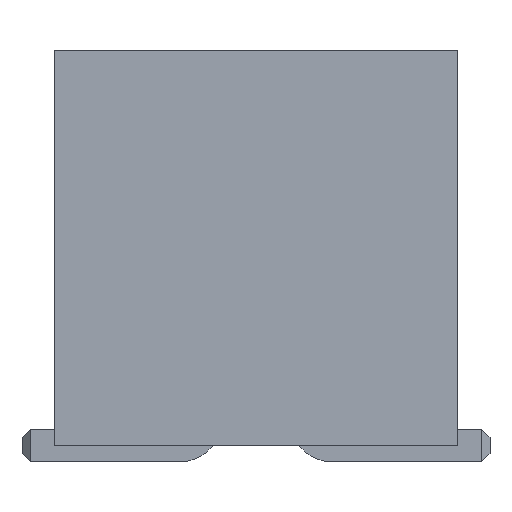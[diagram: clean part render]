
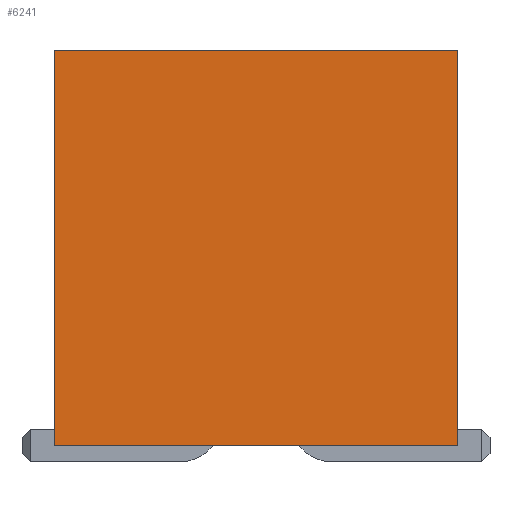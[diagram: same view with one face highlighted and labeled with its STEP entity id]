
A CAD part, front view. The second image highlights one B-rep face of the part: STEP entity #6241.
In plain terms, the highlighted planar face has unit normal (0, -1, 0).
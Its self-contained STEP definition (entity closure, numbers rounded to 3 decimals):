
#559=FACE_OUTER_BOUND('',#938,.T.);
#938=EDGE_LOOP('',(#5504,#5505,#5506,#5507));
#1681=LINE('',#10116,#2448);
#1702=LINE('',#10159,#2469);
#1703=LINE('',#10160,#2470);
#1704=LINE('',#10161,#2471);
#2448=VECTOR('',#8376,10.);
#2469=VECTOR('',#8415,10.);
#2470=VECTOR('',#8416,10.);
#2471=VECTOR('',#8417,10.);
#2970=VERTEX_POINT('',#10113);
#2971=VERTEX_POINT('',#10115);
#2983=VERTEX_POINT('',#10157);
#2984=VERTEX_POINT('',#10158);
#3805=EDGE_CURVE('',#2970,#2971,#1681,.T.);
#3826=EDGE_CURVE('',#2983,#2984,#1702,.T.);
#3827=EDGE_CURVE('',#2984,#2971,#1703,.T.);
#3828=EDGE_CURVE('',#2983,#2970,#1704,.T.);
#5504=ORIENTED_EDGE('',*,*,#3826,.T.);
#5505=ORIENTED_EDGE('',*,*,#3827,.T.);
#5506=ORIENTED_EDGE('',*,*,#3805,.F.);
#5507=ORIENTED_EDGE('',*,*,#3828,.F.);
#5862=PLANE('',#6735);
#6241=ADVANCED_FACE('',(#559),#5862,.T.);
#6735=AXIS2_PLACEMENT_3D('',#10156,#8413,#8414);
#8376=DIRECTION('',(1.,0.,0.));
#8413=DIRECTION('center_axis',(0.,-1.,0.));
#8414=DIRECTION('ref_axis',(1.,0.,0.));
#8415=DIRECTION('',(1.,0.,0.));
#8416=DIRECTION('',(0.,0.,1.));
#8417=DIRECTION('',(0.,0.,1.));
#10113=CARTESIAN_POINT('',(-2.5,-9.45,4.9));
#10115=CARTESIAN_POINT('',(2.5,-9.45,4.9));
#10116=CARTESIAN_POINT('',(-2.5,-9.45,4.9));
#10156=CARTESIAN_POINT('Origin',(-2.5,-9.45,0.));
#10157=CARTESIAN_POINT('',(-2.5,-9.45,0.));
#10158=CARTESIAN_POINT('',(2.5,-9.45,0.));
#10159=CARTESIAN_POINT('',(-2.5,-9.45,0.));
#10160=CARTESIAN_POINT('',(2.5,-9.45,0.));
#10161=CARTESIAN_POINT('',(-2.5,-9.45,0.));
